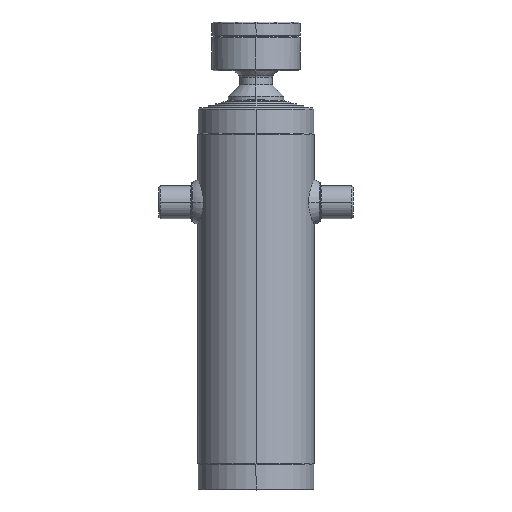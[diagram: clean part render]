
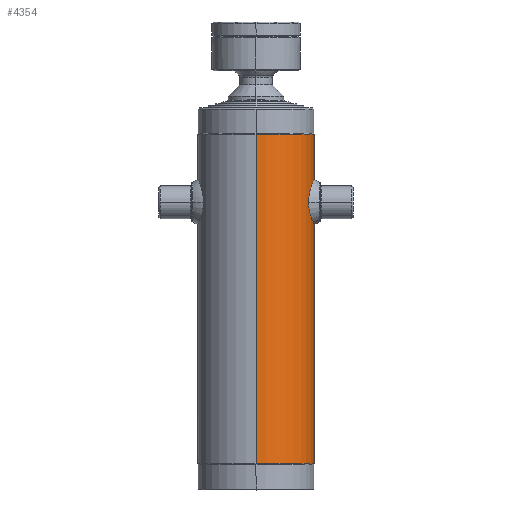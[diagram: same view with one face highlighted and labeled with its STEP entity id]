
A CAD part, top view. The second image highlights one B-rep face of the part: STEP entity #4354.
In plain terms, the highlighted cylindrical face has radius 88.9 mm (diameter 177.8 mm), a partial arc.
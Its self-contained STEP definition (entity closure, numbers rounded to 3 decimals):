
#334 = CARTESIAN_POINT ( 'NONE',  ( 0., -26.623, 0. ) ) ;
#743 = FACE_OUTER_BOUND ( 'NONE', #3925, .T. ) ;
#903 = AXIS2_PLACEMENT_3D ( 'NONE', #1109, #6798, #1904 ) ;
#1109 = CARTESIAN_POINT ( 'NONE',  ( 0., 40., 0. ) ) ;
#1131 = AXIS2_PLACEMENT_3D ( 'NONE', #6807, #1913, #7604 ) ;
#1658 = VERTEX_POINT ( 'NONE', #9141 ) ;
#1904 = DIRECTION ( 'NONE',  ( 0., 0., -1. ) ) ;
#1913 = DIRECTION ( 'NONE',  ( 0., -1., 0. ) ) ;
#2375 = VERTEX_POINT ( 'NONE', #4346 ) ;
#2406 = ORIENTED_EDGE ( 'NONE', *, *, #5172, .F. ) ;
#2629 = EDGE_CURVE ( 'NONE', #2375, #6746, #9761, .T. ) ;
#2706 = DIRECTION ( 'NONE',  ( 0., -1., 0. ) ) ;
#2740 = DIRECTION ( 'NONE',  ( 0., -1., 0. ) ) ;
#2748 = DIRECTION ( 'NONE',  ( 0., 0., -1. ) ) ;
#3024 = DIRECTION ( 'NONE',  ( 0., -1., 0. ) ) ;
#3819 = CARTESIAN_POINT ( 'NONE',  ( 0., -26.623, 88.9 ) ) ;
#3925 = EDGE_LOOP ( 'NONE', ( #6864, #7561, #2406, #4316 ) ) ;
#4072 = EDGE_CURVE ( 'NONE', #6746, #4877, #7582, .T. ) ;
#4316 = ORIENTED_EDGE ( 'NONE', *, *, #8114, .F. ) ;
#4346 = CARTESIAN_POINT ( 'NONE',  ( 0., 543., -88.9 ) ) ;
#4354 = ADVANCED_FACE ( 'NONE', ( #743 ), #4788, .T. ) ;
#4607 = CARTESIAN_POINT ( 'NONE',  ( 0., 543., 88.9 ) ) ;
#4669 = CARTESIAN_POINT ( 'NONE',  ( 0., 40., 88.9 ) ) ;
#4788 = CYLINDRICAL_SURFACE ( 'NONE', #7988, 88.9 ) ;
#4877 = VERTEX_POINT ( 'NONE', #4669 ) ;
#5172 = EDGE_CURVE ( 'NONE', #1658, #4877, #7879, .T. ) ;
#5460 = VECTOR ( 'NONE', #3024, 1000. ) ;
#6746 = VERTEX_POINT ( 'NONE', #4607 ) ;
#6798 = DIRECTION ( 'NONE',  ( 0., -1., 0. ) ) ;
#6807 = CARTESIAN_POINT ( 'NONE',  ( 0., 543., 0. ) ) ;
#6864 = ORIENTED_EDGE ( 'NONE', *, *, #2629, .T. ) ;
#7561 = ORIENTED_EDGE ( 'NONE', *, *, #4072, .T. ) ;
#7582 = LINE ( 'NONE', #3819, #5460 ) ;
#7604 = DIRECTION ( 'NONE',  ( 0., 0., -1. ) ) ;
#7616 = CARTESIAN_POINT ( 'NONE',  ( 0., -26.623, -88.9 ) ) ;
#7879 = CIRCLE ( 'NONE', #903, 88.9 ) ;
#7988 = AXIS2_PLACEMENT_3D ( 'NONE', #334, #2706, #2748 ) ;
#8089 = VECTOR ( 'NONE', #2740, 1000. ) ;
#8114 = EDGE_CURVE ( 'NONE', #2375, #1658, #10483, .T. ) ;
#9141 = CARTESIAN_POINT ( 'NONE',  ( 0., 40., -88.9 ) ) ;
#9761 = CIRCLE ( 'NONE', #1131, 88.9 ) ;
#10483 = LINE ( 'NONE', #7616, #8089 ) ;
